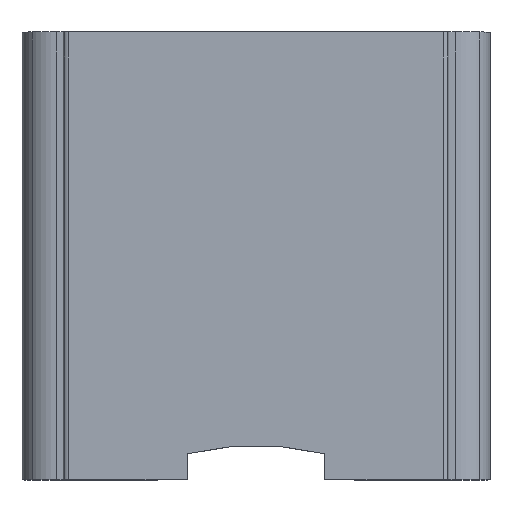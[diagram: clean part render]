
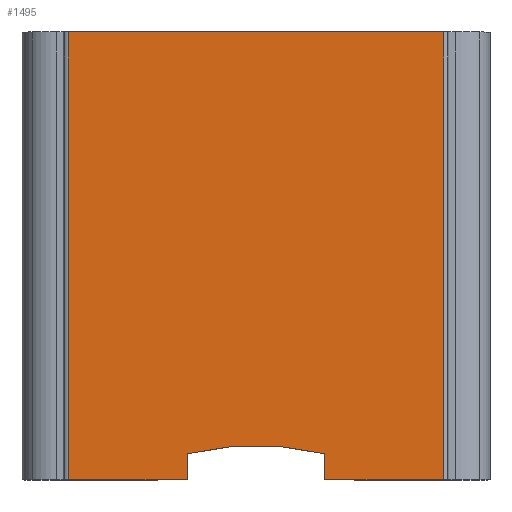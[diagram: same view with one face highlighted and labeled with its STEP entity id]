
A CAD part, top view. The second image highlights one B-rep face of the part: STEP entity #1495.
In plain terms, the highlighted planar face has unit normal (0, 0, 1).
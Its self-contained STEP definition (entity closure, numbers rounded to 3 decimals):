
#32 = VECTOR ( 'NONE', #623, 1000. ) ;
#63 = CARTESIAN_POINT ( 'NONE',  ( -1.013, 0., 1.828 ) ) ;
#166 = DIRECTION ( 'NONE',  ( 0., -1., 0. ) ) ;
#289 = VECTOR ( 'NONE', #1953, 1000. ) ;
#304 = DIRECTION ( 'NONE',  ( 1., 0., 0. ) ) ;
#342 = CIRCLE ( 'NONE', #1045, 4.25 ) ;
#525 = AXIS2_PLACEMENT_3D ( 'NONE', #1154, #1320, #304 ) ;
#587 = CARTESIAN_POINT ( 'NONE',  ( -2.765, 0., 1.828 ) ) ;
#593 = VERTEX_POINT ( 'NONE', #1739 ) ;
#599 = FACE_OUTER_BOUND ( 'NONE', #696, .T. ) ;
#604 = ORIENTED_EDGE ( 'NONE', *, *, #830, .T. ) ;
#623 = DIRECTION ( 'NONE',  ( 0., 1., 0. ) ) ;
#653 = DIRECTION ( 'NONE',  ( -1., 0., 0. ) ) ;
#667 = VERTEX_POINT ( 'NONE', #715 ) ;
#684 = VECTOR ( 'NONE', #1475, 1000. ) ;
#696 = EDGE_LOOP ( 'NONE', ( #1111, #1429, #1405, #2120, #2137, #604, #2167, #1825 ) ) ;
#715 = CARTESIAN_POINT ( 'NONE',  ( 2.765, 0., 1.828 ) ) ;
#830 = EDGE_CURVE ( 'NONE', #2010, #593, #929, .T. ) ;
#929 = LINE ( 'NONE', #1500, #1286 ) ;
#942 = EDGE_CURVE ( 'NONE', #996, #1430, #342, .T. ) ;
#954 = CARTESIAN_POINT ( 'NONE',  ( -1.013, 0.382, 1.828 ) ) ;
#956 = VECTOR ( 'NONE', #1848, 1000. ) ;
#964 = DIRECTION ( 'NONE',  ( -1., 0., 0. ) ) ;
#996 = VERTEX_POINT ( 'NONE', #1732 ) ;
#1045 = AXIS2_PLACEMENT_3D ( 'NONE', #1147, #1656, #653 ) ;
#1068 = VECTOR ( 'NONE', #166, 1000. ) ;
#1074 = VERTEX_POINT ( 'NONE', #63 ) ;
#1079 = VERTEX_POINT ( 'NONE', #1555 ) ;
#1095 = CARTESIAN_POINT ( 'NONE',  ( 2.765, 0., 1.828 ) ) ;
#1111 = ORIENTED_EDGE ( 'NONE', *, *, #1738, .F. ) ;
#1119 = EDGE_CURVE ( 'NONE', #2010, #667, #1693, .T. ) ;
#1147 = CARTESIAN_POINT ( 'NONE',  ( 0., -3.746, 1.828 ) ) ;
#1154 = CARTESIAN_POINT ( 'NONE',  ( -2.841, 0., 1.828 ) ) ;
#1252 = DIRECTION ( 'NONE',  ( 0., -1., 0. ) ) ;
#1286 = VECTOR ( 'NONE', #964, 1000. ) ;
#1303 = EDGE_CURVE ( 'NONE', #1392, #593, #1541, .T. ) ;
#1304 = CARTESIAN_POINT ( 'NONE',  ( -1.013, 0., 1.828 ) ) ;
#1310 = PLANE ( 'NONE',  #525 ) ;
#1320 = DIRECTION ( 'NONE',  ( 0., 0., 1. ) ) ;
#1355 = CARTESIAN_POINT ( 'NONE',  ( 2.765, 6.6, 1.828 ) ) ;
#1392 = VERTEX_POINT ( 'NONE', #1949 ) ;
#1405 = ORIENTED_EDGE ( 'NONE', *, *, #1506, .F. ) ;
#1429 = ORIENTED_EDGE ( 'NONE', *, *, #942, .F. ) ;
#1430 = VERTEX_POINT ( 'NONE', #954 ) ;
#1475 = DIRECTION ( 'NONE',  ( -1., 0., 0. ) ) ;
#1495 = ADVANCED_FACE ( 'NONE', ( #599 ), #1310, .T. ) ;
#1500 = CARTESIAN_POINT ( 'NONE',  ( -1.421, 6.6, 1.828 ) ) ;
#1506 = EDGE_CURVE ( 'NONE', #1079, #996, #1525, .T. ) ;
#1525 = LINE ( 'NONE', #1627, #32 ) ;
#1541 = LINE ( 'NONE', #587, #289 ) ;
#1555 = CARTESIAN_POINT ( 'NONE',  ( 1.013, 0., 1.828 ) ) ;
#1603 = EDGE_CURVE ( 'NONE', #667, #1079, #1898, .T. ) ;
#1627 = CARTESIAN_POINT ( 'NONE',  ( 1.013, 0., 1.828 ) ) ;
#1629 = CARTESIAN_POINT ( 'NONE',  ( 2.841, 0., 1.828 ) ) ;
#1656 = DIRECTION ( 'NONE',  ( 0., 0., 1. ) ) ;
#1669 = VECTOR ( 'NONE', #1252, 1000. ) ;
#1685 = CARTESIAN_POINT ( 'NONE',  ( 2.841, 0., 1.828 ) ) ;
#1686 = EDGE_CURVE ( 'NONE', #1074, #1392, #1809, .T. ) ;
#1693 = LINE ( 'NONE', #1095, #1669 ) ;
#1732 = CARTESIAN_POINT ( 'NONE',  ( 1.013, 0.382, 1.828 ) ) ;
#1738 = EDGE_CURVE ( 'NONE', #1430, #1074, #1918, .T. ) ;
#1739 = CARTESIAN_POINT ( 'NONE',  ( -2.765, 6.6, 1.828 ) ) ;
#1809 = LINE ( 'NONE', #1629, #684 ) ;
#1825 = ORIENTED_EDGE ( 'NONE', *, *, #1686, .F. ) ;
#1848 = DIRECTION ( 'NONE',  ( -1., 0., 0. ) ) ;
#1898 = LINE ( 'NONE', #1685, #956 ) ;
#1918 = LINE ( 'NONE', #1304, #1068 ) ;
#1949 = CARTESIAN_POINT ( 'NONE',  ( -2.765, 0., 1.828 ) ) ;
#1953 = DIRECTION ( 'NONE',  ( 0., 1., 0. ) ) ;
#2010 = VERTEX_POINT ( 'NONE', #1355 ) ;
#2120 = ORIENTED_EDGE ( 'NONE', *, *, #1603, .F. ) ;
#2137 = ORIENTED_EDGE ( 'NONE', *, *, #1119, .F. ) ;
#2167 = ORIENTED_EDGE ( 'NONE', *, *, #1303, .F. ) ;
